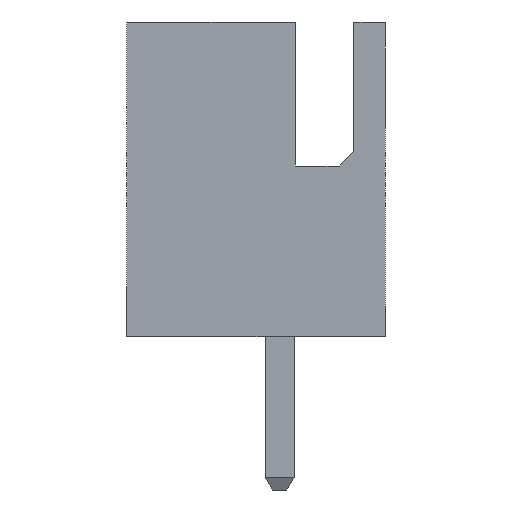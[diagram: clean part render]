
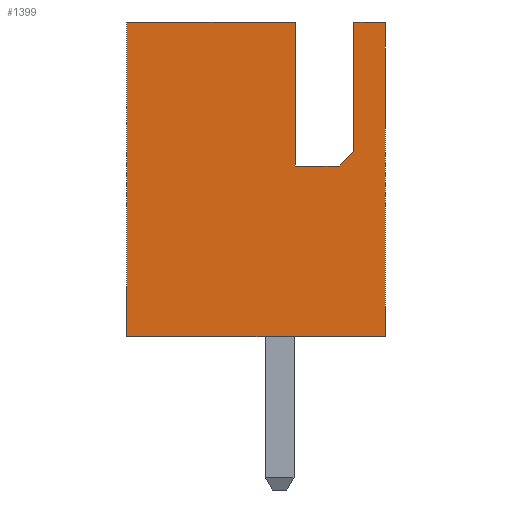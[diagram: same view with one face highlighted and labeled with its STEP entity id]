
A CAD part, left-side view. The second image highlights one B-rep face of the part: STEP entity #1399.
In plain terms, the highlighted planar face has unit normal (-1, 0, 0).
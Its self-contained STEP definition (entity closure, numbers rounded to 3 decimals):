
#1399=ADVANCED_FACE('',(#2536),#2538,.T.);
#2536=FACE_BOUND('',#2537,.T.);
#2537=EDGE_LOOP('',(#3488,#3489,#3490,#3491,#3492,#3493,#3494,#3495,#3496));
#2538=PLANE('',#2539);
#2539=AXIS2_PLACEMENT_3D('',#2540,#2541,#2542);
#2540=CARTESIAN_POINT('',(-40.05,3.4,0.));
#2541=DIRECTION('',(-1.,0.,0.));
#2542=DIRECTION('',(0.,-1.,0.));
#3488=ORIENTED_EDGE('',*,*,#4054,.T.);
#3489=ORIENTED_EDGE('',*,*,#4055,.T.);
#3490=ORIENTED_EDGE('',*,*,#4056,.F.);
#3491=ORIENTED_EDGE('',*,*,#3962,.F.);
#3492=ORIENTED_EDGE('',*,*,#3987,.T.);
#3493=ORIENTED_EDGE('',*,*,#4039,.T.);
#3494=ORIENTED_EDGE('',*,*,#4057,.F.);
#3495=ORIENTED_EDGE('',*,*,#4058,.T.);
#3496=ORIENTED_EDGE('',*,*,#4059,.T.);
#3962=EDGE_CURVE('',#4560,#4562,#4563,.T.);
#3987=EDGE_CURVE('',#4560,#4594,#4596,.T.);
#4039=EDGE_CURVE('',#4594,#4666,#4668,.T.);
#4054=EDGE_CURVE('',#4683,#4684,#4685,.F.);
#4055=EDGE_CURVE('',#4684,#4686,#4687,.F.);
#4056=EDGE_CURVE('',#4562,#4686,#4688,.T.);
#4057=EDGE_CURVE('',#4689,#4666,#4690,.T.);
#4058=EDGE_CURVE('',#4689,#4691,#4692,.F.);
#4059=EDGE_CURVE('',#4691,#4683,#4693,.F.);
#4560=VERTEX_POINT('',#5673);
#4562=VERTEX_POINT('',#5677);
#4563=LINE('',#5678,#5679);
#4594=VERTEX_POINT('',#5757);
#4596=LINE('',#5761,#5762);
#4666=VERTEX_POINT('',#5933);
#4668=LINE('',#5937,#5938);
#4683=VERTEX_POINT('',#5982);
#4684=VERTEX_POINT('',#5983);
#4685=LINE('',#5984,#5985);
#4686=VERTEX_POINT('',#5987);
#4687=LINE('',#5988,#5989);
#4688=LINE('',#5991,#5992);
#4689=VERTEX_POINT('',#5994);
#4690=LINE('',#5995,#5996);
#4691=VERTEX_POINT('',#5998);
#4692=LINE('',#5999,#6000);
#4693=LINE('',#6002,#6003);
#5673=CARTESIAN_POINT('',(-40.05,3.4,0.));
#5677=CARTESIAN_POINT('',(-40.05,3.4,7.));
#5678=CARTESIAN_POINT('',(-40.05,3.4,0.));
#5679=VECTOR('',#5680,1.);
#5680=DIRECTION('',(0.,0.,1.));
#5757=CARTESIAN_POINT('',(-40.05,-2.35,0.));
#5761=CARTESIAN_POINT('',(-40.05,3.4,0.));
#5762=VECTOR('',#5763,1.);
#5763=DIRECTION('',(0.,-1.,0.));
#5933=CARTESIAN_POINT('',(-40.05,-2.35,7.));
#5937=CARTESIAN_POINT('',(-40.05,-2.35,0.));
#5938=VECTOR('',#5939,1.);
#5939=DIRECTION('',(0.,0.,1.));
#5982=CARTESIAN_POINT('',(-40.05,-1.325,3.8));
#5983=CARTESIAN_POINT('',(-40.05,-0.35,3.8));
#5984=CARTESIAN_POINT('',(-40.05,-0.35,3.8));
#5985=VECTOR('',#5986,1.);
#5986=DIRECTION('',(0.,-1.,0.));
#5987=CARTESIAN_POINT('',(-40.05,-0.35,7.));
#5988=CARTESIAN_POINT('',(-40.05,-0.35,7.));
#5989=VECTOR('',#5990,1.);
#5990=DIRECTION('',(0.,0.,-1.));
#5991=CARTESIAN_POINT('',(-40.05,3.4,7.));
#5992=VECTOR('',#5993,1.);
#5993=DIRECTION('',(0.,-1.,0.));
#5994=CARTESIAN_POINT('',(-40.05,-1.65,7.));
#5995=CARTESIAN_POINT('',(-40.05,-1.65,7.));
#5996=VECTOR('',#5997,1.);
#5997=DIRECTION('',(0.,-1.,0.));
#5998=CARTESIAN_POINT('',(-40.05,-1.65,4.125));
#5999=CARTESIAN_POINT('',(-40.05,-1.65,4.125));
#6000=VECTOR('',#6001,1.);
#6001=DIRECTION('',(0.,0.,1.));
#6002=CARTESIAN_POINT('',(-40.05,-1.325,3.8));
#6003=VECTOR('',#6004,1.);
#6004=DIRECTION('',(0.,-0.707,0.707));
